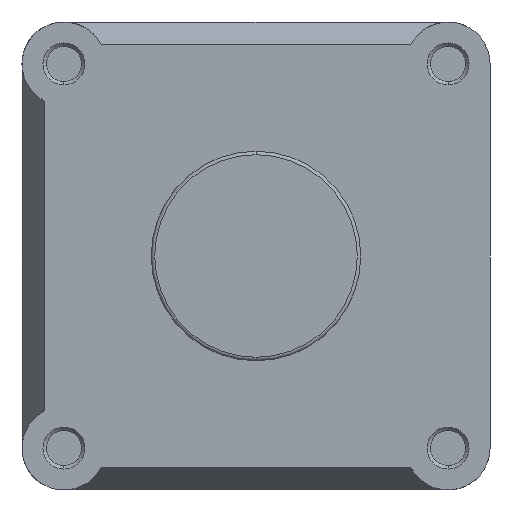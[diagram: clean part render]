
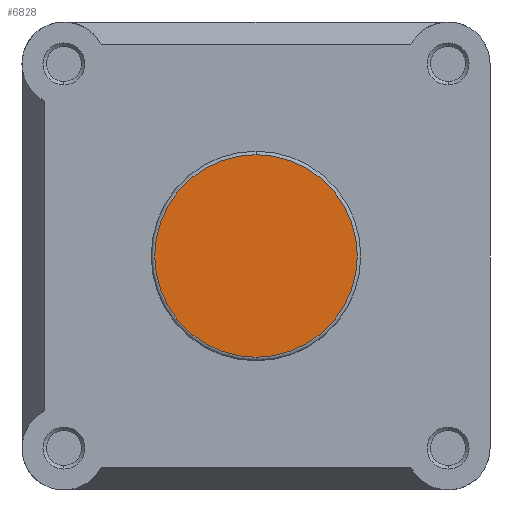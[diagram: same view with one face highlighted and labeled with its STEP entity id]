
A CAD part, left-side view. The second image highlights one B-rep face of the part: STEP entity #6828.
In plain terms, the highlighted planar face has unit normal (-1, 0, 0).
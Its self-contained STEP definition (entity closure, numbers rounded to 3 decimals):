
#216 = EDGE_LOOP ( 'NONE', ( #2576, #2575 ) ) ;
#881 = CIRCLE ( 'NONE', #1797, 29. ) ;
#1486 = EDGE_CURVE ( 'NONE', #5801, #5799, #881, .T. ) ;
#1797 = AXIS2_PLACEMENT_3D ( 'NONE', #7560, #7561, #7562 ) ;
#1896 = AXIS2_PLACEMENT_3D ( 'NONE', #3831, #3840, #3841 ) ;
#2046 = AXIS2_PLACEMENT_3D ( 'NONE', #4821, #4823, #4824 ) ;
#2322 = EDGE_CURVE ( 'NONE', #5799, #5801, #3036, .T. ) ;
#2575 = ORIENTED_EDGE ( 'NONE', *, *, #1486, .T. ) ;
#2576 = ORIENTED_EDGE ( 'NONE', *, *, #2322, .T. ) ;
#3036 = CIRCLE ( 'NONE', #1896, 29. ) ;
#3337 = FACE_OUTER_BOUND ( 'NONE', #216, .T. ) ;
#3831 = CARTESIAN_POINT ( 'NONE',  ( 0., 0., 0. ) ) ;
#3840 = DIRECTION ( 'NONE',  ( -1., 0., 0. ) ) ;
#3841 = DIRECTION ( 'NONE',  ( 0., 0., -1. ) ) ;
#4139 = CARTESIAN_POINT ( 'NONE',  ( 0., 0., -29. ) ) ;
#4141 = CARTESIAN_POINT ( 'NONE',  ( 0., 0., 29. ) ) ;
#4821 = CARTESIAN_POINT ( 'NONE',  ( 0., 30., 0. ) ) ;
#4822 = PLANE ( 'NONE',  #2046 ) ;
#4823 = DIRECTION ( 'NONE',  ( 1., 0., 0. ) ) ;
#4824 = DIRECTION ( 'NONE',  ( 0., 0., -1. ) ) ;
#5799 = VERTEX_POINT ( 'NONE', #4139 ) ;
#5801 = VERTEX_POINT ( 'NONE', #4141 ) ;
#6828 = ADVANCED_FACE ( 'NONE', ( #3337 ), #4822, .F. ) ;
#7560 = CARTESIAN_POINT ( 'NONE',  ( 0., 0., 0. ) ) ;
#7561 = DIRECTION ( 'NONE',  ( -1., 0., 0. ) ) ;
#7562 = DIRECTION ( 'NONE',  ( 0., 0., -1. ) ) ;
